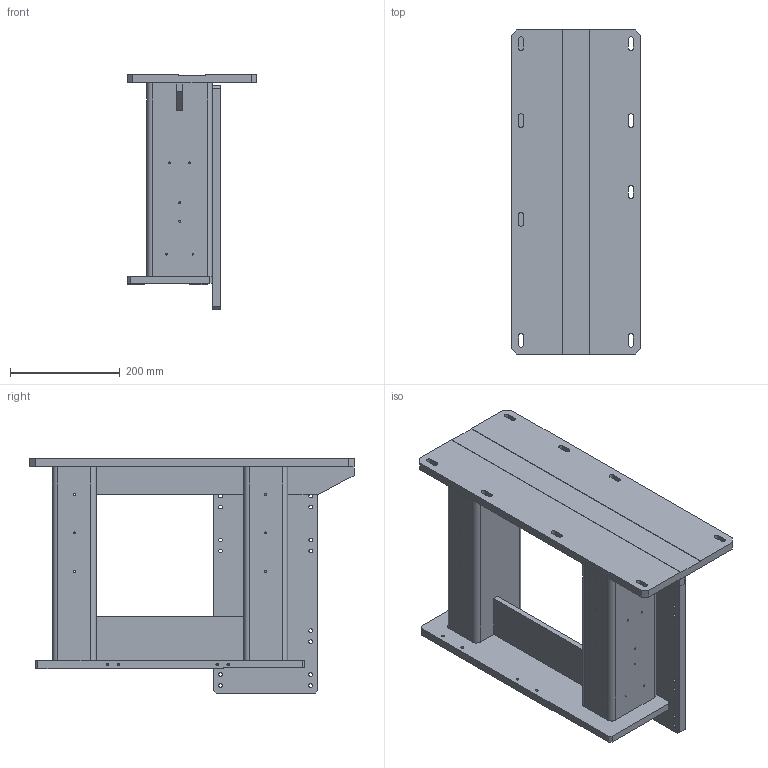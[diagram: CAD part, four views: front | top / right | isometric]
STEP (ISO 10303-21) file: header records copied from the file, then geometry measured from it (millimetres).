
FILE_DESCRIPTION (( 'STEP AP203' ), '1' );
FILE_NAME ('SFMD222-0700-08-a 焊接底座.step', '2021-10-22T14:02:43', ( '桑三博客' ), ( 'Www.SangSan.Cn' ), 'SwSTEP 2.0', 'SolidWorks 2016', '' );
FILE_SCHEMA (( 'CONFIG_CONTROL_DESIGN' ));
Length unit declared in the file: millimetre
Products named in the file (1): SFMD222-0700-08-a 爾諉菁釱
Bounding box: 235 x 590 x 427 mm (x, y, z)
Volume: 5802134.4 mm3; surface area: 1280910 mm2
Topology: 8 solids, 8 shells, 262 faces, 722 edges, 468 vertices
Faces by surface type: cylinder 146, plane 100, cone 16
Entity records: 8617 total; most frequent: DIRECTION 1524, CARTESIAN_POINT 1437, ORIENTED_EDGE 1412, EDGE_CURVE 706, AXIS2_PLACEMENT_3D 555, VERTEX_POINT 468, LINE 414, VECTOR 414
